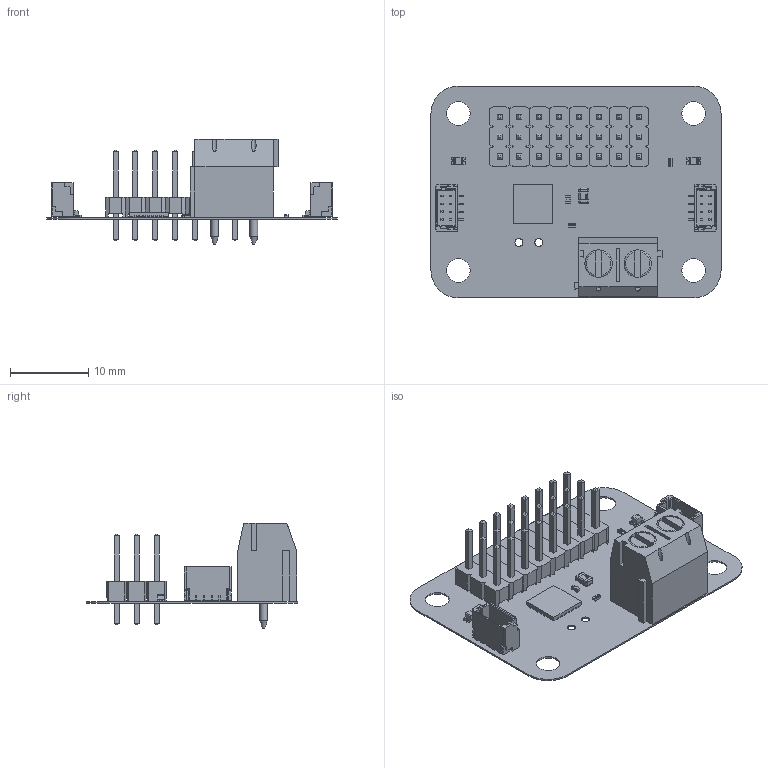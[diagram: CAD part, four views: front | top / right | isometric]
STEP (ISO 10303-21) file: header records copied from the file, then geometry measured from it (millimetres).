
FILE_DESCRIPTION(('Open CASCADE Model'),'2;1');
FILE_NAME('Open CASCADE Shape Model','2025-04-08T07:42:00',('Author'),( 'Open CASCADE'),'Open CASCADE STEP processor 7.5','Open CASCADE 7.5' ,'Unknown');
FILE_SCHEMA(('AUTOMOTIVE_DESIGN { 1 0 10303 214 1 1 1 1 }'));
Length unit declared in the file: millimetre
Products named in the file (54): PCB; Board; Open CASCADE STEP translator 7.5 5.1.1; STAT1; 0603 LED Green; Solid1; Solid4; R5; User Library-R SMD 0402; User Library-R SMD 0402_0402 BODY; User Library-R SMD 0402_0402 PAD; User Library-R SMD 0402_0402 OPIS; PWR; 0603 LED Red; Pad; Pad005; Pad001; Pad004; Pad003; Lens; U; DUELink-U-Connector-BM04B-SRSS-TB; D; DUELink-Connector-BM04B-SRSS-TB; J3; 691102710002; 691502710002; 6911027100xx_CAGE; 6911027100xx_PIN; 6911027100xx_VIS; M8; 61300311121; 6130xx11121_PIN; M5; M6; M4; M1; M2; M7; M3 ...
Assembly tree (67 placements, depth 4):
  PCB
    Board
      Open CASCADE STEP translator 7.5 5.1.1
    STAT1
      0603 LED Green
        Solid1
        Solid4
        Solid1
        Solid1
        Solid4
        Solid1
        Solid1
        Solid1
    R5
      User Library-R SMD 0402
        User Library-R SMD 0402_0402 BODY
        User Library-R SMD 0402_0402 PAD  x2
        User Library-R SMD 0402_0402 OPIS
    PWR
      0603 LED Red
        Pad
        Pad005
        Pad001
        Pad004
        Pad003
        Lens
    U
      DUELink-U-Connector-BM04B-SRSS-TB
    D
      DUELink-Connector-BM04B-SRSS-TB
    J3
      691102710002
        691502710002
        6911027100xx_CAGE  x2
        6911027100xx_PIN  x2
        6911027100xx_VIS  x2
    M8
      61300311121
        61300311121
        6130xx11121_PIN  x3
    M5
      61300311121
        61300311121
        6130xx11121_PIN  x3
    M6
      61300311121
        61300311121
        6130xx11121_PIN  x3
    M4
      61300311121
        61300311121
        6130xx11121_PIN  x3
    M1
      61300311121
        61300311121
        6130xx11121_PIN  x3
    M2
      61300311121
        61300311121
        6130xx11121_PIN  x3
Bounding box: 37 x 27 x 13.4 mm (x, y, z)
Volume: 1223.1 mm3; surface area: 5435.2 mm2
Topology: 130 solids, 130 shells, 2350 faces, 7236 edges, 6600 vertices
Faces by surface type: plane 1915, cylinder 292, bspline 113, cone 8, sphere 8, revolution 8, torus 6
Full cylindrical faces by diameter (mm): 0.6 x2, 1 x2, 1.016 x2, 1.1 x24, 1.3 x2, 2 x2, 2.5 x2, 2.75 x2, 3 x6, 3.5 x4
Entity records: 67961 total; most frequent: CARTESIAN_POINT 16647, DIRECTION 8735, ORIENTED_EDGE 7606, LINE 4417, VECTOR 4417, EDGE_CURVE 3803, VERTEX_POINT 2478, AXIS2_PLACEMENT_3D 2155
